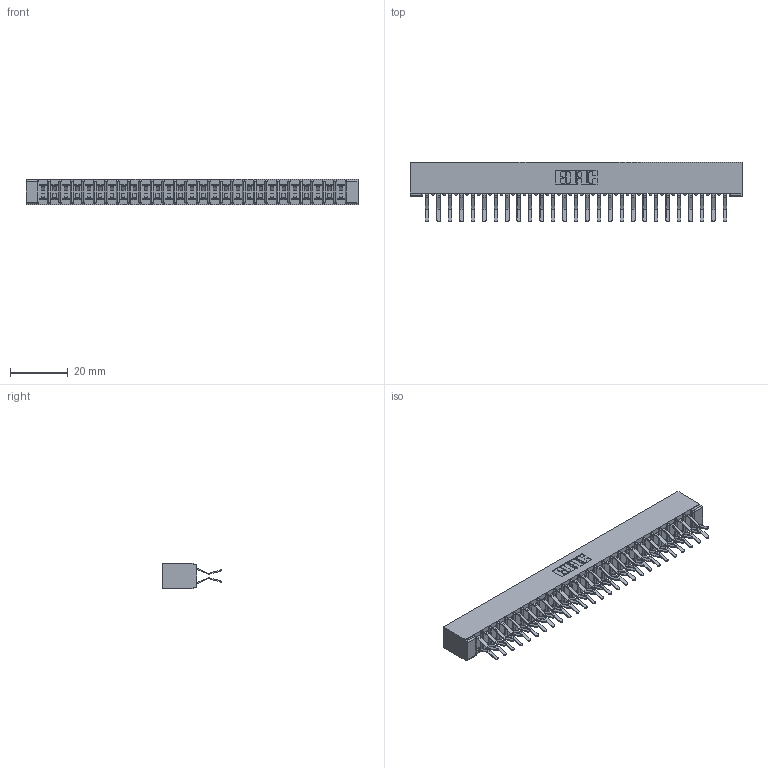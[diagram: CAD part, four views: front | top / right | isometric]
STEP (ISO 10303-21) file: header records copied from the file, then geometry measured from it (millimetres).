
FILE_DESCRIPTION (( 'STEP AP203' ), '1' );
FILE_NAME ('357-054-460-201.STEP', '2020-10-04T09:27:14', ( '' ), ( '' ), 'SwSTEP 2.0', 'SolidWorks 2020', '' );
FILE_SCHEMA (( 'CONFIG_CONTROL_DESIGN' ));
Length unit declared in the file: inch
Products named in the file (3): 357-054-460-201; 307-290-001_560; 307 Part_No Mounting Lugs
Assembly tree (55 placements, depth 2):
  357-054-460-201
    307 Part_No Mounting Lugs
    307-290-001_560  x54
Bounding box: 114.86 x 20.73 x 8.71 mm (x, y, z)
Volume: 7812.9 mm3; surface area: 14939.6 mm2
Topology: 55 solids, 55 shells, 2838 faces, 7967 edges, 5162 vertices
Faces by surface type: plane 1848, cylinder 934, sphere 56
Entity records: 25686 total; most frequent: CARTESIAN_POINT 4203, ORIENTED_EDGE 4162, DIRECTION 4123, EDGE_CURVE 2081, LINE 1591, VECTOR 1591, VERTEX_POINT 1346, AXIS2_PLACEMENT_3D 1266
